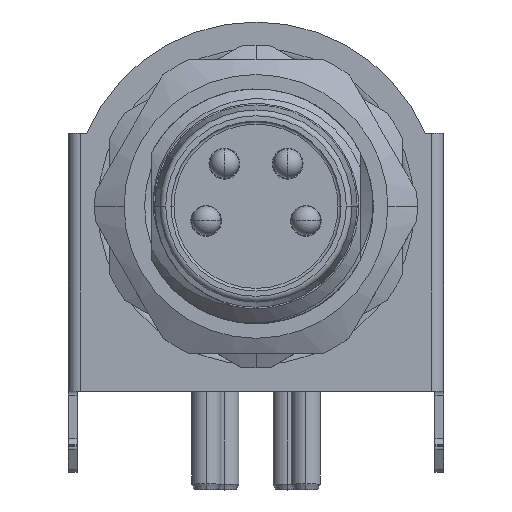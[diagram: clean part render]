
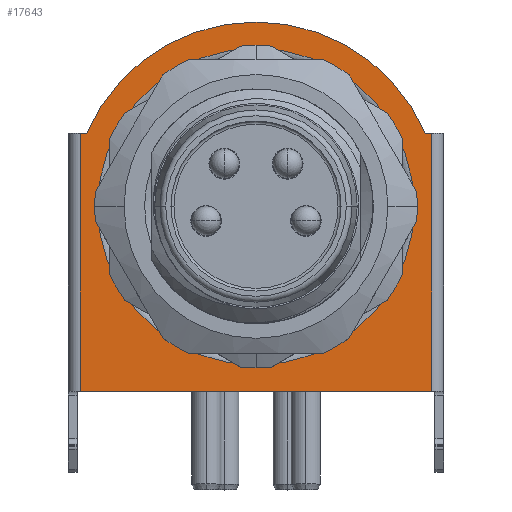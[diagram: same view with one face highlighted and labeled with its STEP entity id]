
A CAD part, top view. The second image highlights one B-rep face of the part: STEP entity #17643.
In plain terms, the highlighted face is planar.
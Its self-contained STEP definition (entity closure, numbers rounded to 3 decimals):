
#15910=DIRECTION('',(0.,0.,1.));
#15911=VECTOR('',#15910,12.);
#15912=CARTESIAN_POINT('',(0.,-6.3,-6.));
#15913=LINE('',#15912,#15911);
#16113=DIRECTION('',(0.,-1.,0.));
#16114=VECTOR('',#16113,8.8);
#16115=CARTESIAN_POINT('',(0.,2.5,6.));
#16116=LINE('',#16115,#16114);
#16117=DIRECTION('',(0.,1.,0.));
#16118=VECTOR('',#16117,8.8);
#16119=CARTESIAN_POINT('',(0.,-6.3,-6.));
#16120=LINE('',#16119,#16118);
#16121=DIRECTION('',(0.,0.,1.));
#16122=VECTOR('',#16121,0.217);
#16123=CARTESIAN_POINT('',(0.,2.5,-6.));
#16124=LINE('',#16123,#16122);
#16125=CARTESIAN_POINT('',(0.,0.,0.));
#16126=DIRECTION('',(1.,0.,0.));
#16127=DIRECTION('',(0.,0.397,-0.918));
#16128=AXIS2_PLACEMENT_3D('',#16125,#16126,#16127);
#16130=DIRECTION('',(0.,0.,1.));
#16131=VECTOR('',#16130,0.217);
#16132=CARTESIAN_POINT('',(0.,2.5,5.783));
#16133=LINE('',#16132,#16131);
#16134=CARTESIAN_POINT('',(0.,0.,0.));
#16135=DIRECTION('',(1.,0.,0.));
#16136=DIRECTION('',(0.,0.,-1.));
#16137=AXIS2_PLACEMENT_3D('',#16134,#16135,#16136);
#16139=CARTESIAN_POINT('',(0.,0.,0.));
#16140=DIRECTION('',(1.,0.,0.));
#16141=DIRECTION('',(0.,0.,1.));
#16142=AXIS2_PLACEMENT_3D('',#16139,#16140,#16141);
#17060=CARTESIAN_POINT('',(0.,2.5,-5.783));
#17062=VERTEX_POINT('',#17060);
#17064=CARTESIAN_POINT('',(0.,2.5,5.783));
#17066=VERTEX_POINT('',#17064);
#17069=CARTESIAN_POINT('',(0.,-6.3,6.));
#17071=VERTEX_POINT('',#17069);
#17072=CARTESIAN_POINT('',(0.,2.5,6.));
#17073=VERTEX_POINT('',#17072);
#17077=CARTESIAN_POINT('',(0.,2.5,-6.));
#17079=VERTEX_POINT('',#17077);
#17080=CARTESIAN_POINT('',(0.,-6.3,-6.));
#17081=VERTEX_POINT('',#17080);
#17116=CARTESIAN_POINT('',(0.,0.,-5.4));
#17117=CARTESIAN_POINT('',(0.,0.,5.4));
#17118=VERTEX_POINT('',#17116);
#17119=VERTEX_POINT('',#17117);
#17623=CARTESIAN_POINT('',(0.,2.5,-6.4));
#17624=DIRECTION('',(-1.,0.,0.));
#17625=DIRECTION('',(0.,-1.,0.));
#17626=AXIS2_PLACEMENT_3D('',#17623,#17624,#17625);
#17627=PLANE('',#17626);
#17628=ORIENTED_EDGE('',*,*,#17616,.T.);
#17629=ORIENTED_EDGE('',*,*,#17401,.F.);
#17630=ORIENTED_EDGE('',*,*,#17213,.T.);
#17631=ORIENTED_EDGE('',*,*,#17234,.T.);
#17633=ORIENTED_EDGE('',*,*,#17632,.T.);
#17634=ORIENTED_EDGE('',*,*,#17260,.T.);
#17635=EDGE_LOOP('',(#17628,#17629,#17630,#17631,#17633,#17634));
#17636=FACE_OUTER_BOUND('',#17635,.F.);
#17638=ORIENTED_EDGE('',*,*,#17637,.F.);
#17640=ORIENTED_EDGE('',*,*,#17639,.F.);
#17641=EDGE_LOOP('',(#17638,#17640));
#17642=FACE_BOUND('',#17641,.F.);
#16129=CIRCLE('',#16128,6.3);
#16138=CIRCLE('',#16137,5.4);
#16143=CIRCLE('',#16142,5.4);
#17213=EDGE_CURVE('',#17081,#17079,#16120,.T.);
#17234=EDGE_CURVE('',#17079,#17062,#16124,.T.);
#17260=EDGE_CURVE('',#17066,#17073,#16133,.T.);
#17401=EDGE_CURVE('',#17081,#17071,#15913,.T.);
#17616=EDGE_CURVE('',#17073,#17071,#16116,.T.);
#17632=EDGE_CURVE('',#17062,#17066,#16129,.T.);
#17637=EDGE_CURVE('',#17118,#17119,#16138,.T.);
#17639=EDGE_CURVE('',#17119,#17118,#16143,.T.);
#17643=ADVANCED_FACE('',(#17636,#17642),#17627,.T.);
